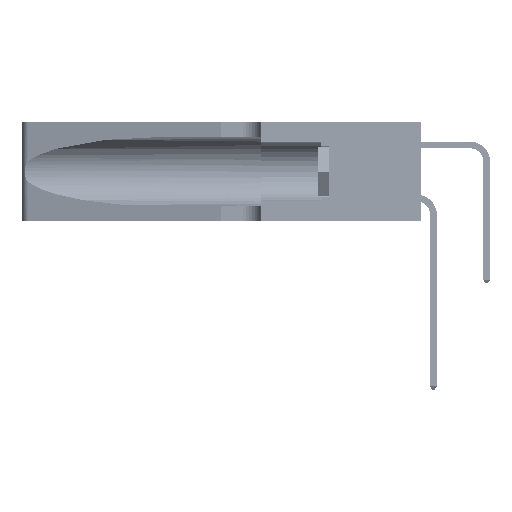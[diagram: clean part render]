
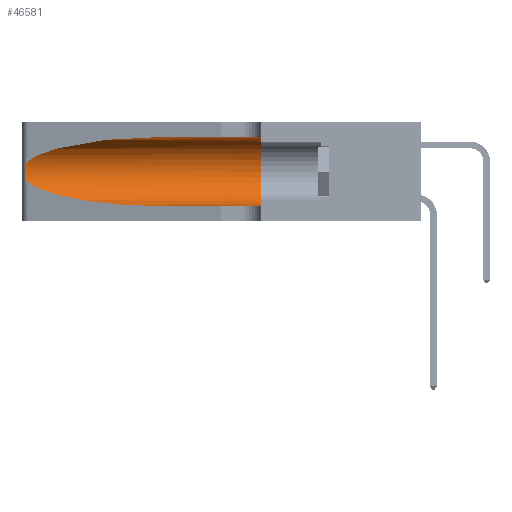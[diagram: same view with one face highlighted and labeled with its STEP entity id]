
A CAD part, left-side view. The second image highlights one B-rep face of the part: STEP entity #46581.
In plain terms, the highlighted cylindrical face has radius 3.308 mm (diameter 6.617 mm), a partial arc.
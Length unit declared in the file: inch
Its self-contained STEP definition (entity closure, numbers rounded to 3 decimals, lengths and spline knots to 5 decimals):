
#402 = ORIENTED_EDGE ( 'NONE', *, *, #2492, .T. ) ;
#451 = CARTESIAN_POINT ( 'NONE',  ( 0.25487, 1.22718, 0.14631 ) ) ;
#1141 = CARTESIAN_POINT ( 'NONE',  ( 0.1305, 0.35, 0.05475 ) ) ;
#2492 = EDGE_CURVE ( 'NONE', #23213, #39928, #41094, .T. ) ;
#2589 = CARTESIAN_POINT ( 'NONE',  ( 0.25487, 1.22718, 0.22369 ) ) ;
#3357 = CARTESIAN_POINT ( 'NONE',  ( 0.25487, 1.22718, 0.14631 ) ) ;
#3524 = CARTESIAN_POINT ( 'NONE',  ( 0.25555, 1.22994, 0.2215 ) ) ;
#5378 = B_SPLINE_CURVE_WITH_KNOTS ( 'NONE', 3,
 ( #35154, #3524, #31467, #14692, #47038, #35504, #11216, #26961, #15221, #38969, #51219, #27304, #42983, #3357 ),
 .UNSPECIFIED., .F., .F.,
 ( 4, 2, 2, 2, 2, 2, 4 ),
 ( 0., 0.00027, 0.00053, 0.00107, 0.0016, 0.00187, 0.00214 ),
 .UNSPECIFIED. ) ;
#5633 = DIRECTION ( 'NONE',  ( 0., -1., 0. ) ) ;
#6577 = CARTESIAN_POINT ( 'NONE',  ( 0.18966, 0.96281, 0.31525 ) ) ;
#6904 = CARTESIAN_POINT ( 'NONE',  ( 0.1305, 1.61858, 0.185 ) ) ;
#7642 =( BOUNDED_CURVE ( )  B_SPLINE_CURVE ( 3, ( #11976, #35560, #43565, #47943 ),
 .UNSPECIFIED., .F., .T. ) 
 B_SPLINE_CURVE_WITH_KNOTS ( ( 4, 4 ),
 ( 3.44316, 4.71239 ),
 .UNSPECIFIED. ) 
 CURVE ( )  GEOMETRIC_REPRESENTATION_ITEM ( )  RATIONAL_B_SPLINE_CURVE ( ( 1., 0.87, 0.87, 1. ) ) 
 REPRESENTATION_ITEM ( '' )  );
#8963 = ORIENTED_EDGE ( 'NONE', *, *, #31476, .T. ) ;
#9664 = ORIENTED_EDGE ( 'NONE', *, *, #49626, .F. ) ;
#10578 = CARTESIAN_POINT ( 'NONE',  ( 0.1305, 0.35, 0.31525 ) ) ;
#11216 = CARTESIAN_POINT ( 'NONE',  ( 0.26075, 1.23896, 0.19203 ) ) ;
#11976 = CARTESIAN_POINT ( 'NONE',  ( 0.25487, 1.22718, 0.14631 ) ) ;
#12180 = FACE_OUTER_BOUND ( 'NONE', #31802, .T. ) ;
#12479 = CIRCLE ( 'NONE', #34680, 0.13025 ) ;
#12724 = VERTEX_POINT ( 'NONE', #451 ) ;
#13536 = DIRECTION ( 'NONE',  ( 0., 1., 0. ) ) ;
#13708 = CARTESIAN_POINT ( 'NONE',  ( 0.1305, 0.35, 0.185 ) ) ;
#14352 = EDGE_CURVE ( 'NONE', #32332, #26341, #31641, .T. ) ;
#14692 = CARTESIAN_POINT ( 'NONE',  ( 0.25787, 1.23484, 0.2124 ) ) ;
#15221 = CARTESIAN_POINT ( 'NONE',  ( 0.26017, 1.23833, 0.17102 ) ) ;
#16238 = CARTESIAN_POINT ( 'NONE',  ( 0.1305, 0.72297, 0.05475 ) ) ;
#16906 = VECTOR ( 'NONE', #23844, 39.37008 ) ;
#19900 = VECTOR ( 'NONE', #5633, 39.37008 ) ;
#22010 = CARTESIAN_POINT ( 'NONE',  ( 0.2373, 1.15595, 0.28018 ) ) ;
#23213 = VERTEX_POINT ( 'NONE', #16238 ) ;
#23844 = DIRECTION ( 'NONE',  ( 0., -1., 0. ) ) ;
#24476 = LINE ( 'NONE', #36209, #16906 ) ;
#25767 = ORIENTED_EDGE ( 'NONE', *, *, #37782, .T. ) ;
#26341 = VERTEX_POINT ( 'NONE', #32845 ) ;
#26513 = DIRECTION ( 'NONE',  ( 0., -1., 0. ) ) ;
#26961 = CARTESIAN_POINT ( 'NONE',  ( 0.26075, 1.23896, 0.178 ) ) ;
#27304 = CARTESIAN_POINT ( 'NONE',  ( 0.25639, 1.23186, 0.15144 ) ) ;
#28099 = CARTESIAN_POINT ( 'NONE',  ( 0.1305, 0.72297, 0.31525 ) ) ;
#31467 = CARTESIAN_POINT ( 'NONE',  ( 0.25639, 1.23184, 0.21858 ) ) ;
#31476 = EDGE_CURVE ( 'NONE', #26341, #12724, #5378, .T. ) ;
#31641 =( BOUNDED_CURVE ( )  B_SPLINE_CURVE ( 3, ( #34361, #6577, #22010, #2589 ),
 .UNSPECIFIED., .F., .T. ) 
 B_SPLINE_CURVE_WITH_KNOTS ( ( 4, 4 ),
 ( 1.5708, 2.84003 ),
 .UNSPECIFIED. ) 
 CURVE ( )  GEOMETRIC_REPRESENTATION_ITEM ( )  RATIONAL_B_SPLINE_CURVE ( ( 1., 0.87, 0.87, 1. ) ) 
 REPRESENTATION_ITEM ( '' )  );
#31802 = EDGE_LOOP ( 'NONE', ( #38888, #8963, #25767, #402, #9664, #43804 ) ) ;
#32332 = VERTEX_POINT ( 'NONE', #28099 ) ;
#32845 = CARTESIAN_POINT ( 'NONE',  ( 0.25487, 1.22718, 0.22369 ) ) ;
#34361 = CARTESIAN_POINT ( 'NONE',  ( 0.1305, 0.72297, 0.31525 ) ) ;
#34680 = AXIS2_PLACEMENT_3D ( 'NONE', #13708, #13536, #37315 ) ;
#35154 = CARTESIAN_POINT ( 'NONE',  ( 0.25487, 1.22718, 0.22369 ) ) ;
#35504 = CARTESIAN_POINT ( 'NONE',  ( 0.26018, 1.23835, 0.19895 ) ) ;
#35560 = CARTESIAN_POINT ( 'NONE',  ( 0.2373, 1.15595, 0.08982 ) ) ;
#36209 = CARTESIAN_POINT ( 'NONE',  ( 0.1305, 1.61858, 0.31525 ) ) ;
#37315 = DIRECTION ( 'NONE',  ( 0., 0., 1. ) ) ;
#37782 = EDGE_CURVE ( 'NONE', #12724, #23213, #7642, .T. ) ;
#38360 = EDGE_CURVE ( 'NONE', #32332, #48575, #24476, .T. ) ;
#38426 = CYLINDRICAL_SURFACE ( 'NONE', #39539, 0.13025 ) ;
#38888 = ORIENTED_EDGE ( 'NONE', *, *, #14352, .T. ) ;
#38969 = CARTESIAN_POINT ( 'NONE',  ( 0.25856, 1.23593, 0.16098 ) ) ;
#39539 = AXIS2_PLACEMENT_3D ( 'NONE', #6904, #26513, #42517 ) ;
#39928 = VERTEX_POINT ( 'NONE', #1141 ) ;
#41094 = LINE ( 'NONE', #48621, #19900 ) ;
#42517 = DIRECTION ( 'NONE',  ( 0., 0., -1. ) ) ;
#42983 = CARTESIAN_POINT ( 'NONE',  ( 0.25555, 1.22993, 0.14849 ) ) ;
#43565 = CARTESIAN_POINT ( 'NONE',  ( 0.18966, 0.96281, 0.05475 ) ) ;
#43804 = ORIENTED_EDGE ( 'NONE', *, *, #38360, .F. ) ;
#46581 = ADVANCED_FACE ( 'NONE', ( #12180 ), #38426, .F. ) ;
#47038 = CARTESIAN_POINT ( 'NONE',  ( 0.25854, 1.2359, 0.20912 ) ) ;
#47943 = CARTESIAN_POINT ( 'NONE',  ( 0.1305, 0.72297, 0.05475 ) ) ;
#48575 = VERTEX_POINT ( 'NONE', #10578 ) ;
#48621 = CARTESIAN_POINT ( 'NONE',  ( 0.1305, 1.61858, 0.05475 ) ) ;
#49626 = EDGE_CURVE ( 'NONE', #48575, #39928, #12479, .T. ) ;
#51219 = CARTESIAN_POINT ( 'NONE',  ( 0.25789, 1.23486, 0.15765 ) ) ;
